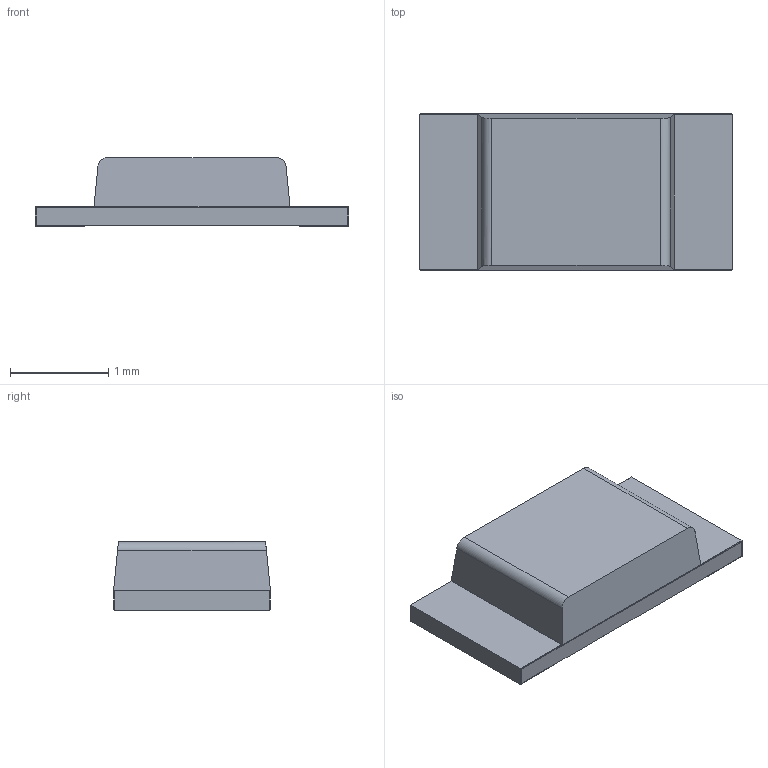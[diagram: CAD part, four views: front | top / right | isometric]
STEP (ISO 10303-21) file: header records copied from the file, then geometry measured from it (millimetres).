
FILE_DESCRIPTION(('FreeCAD Model'),'2;1');
FILE_NAME('Open CASCADE Shape Model','2023-06-29T00:05:10',(''),(''), 'Open CASCADE STEP processor 7.5','FreeCAD','Unknown');
FILE_SCHEMA(('AUTOMOTIVE_DESIGN { 1 0 10303 214 1 1 1 1 }'));
Length unit declared in the file: millimetre
Products named in the file (3): Unnamed; 6FD5BCC0-D48F-4649-99BB-446543E29107; C17FCFB9-077F-497C-A391-9631AEF2B8CE
Assembly tree (2 placements, depth 2):
  Unnamed
    6FD5BCC0-D48F-4649-99BB-446543E29107
    C17FCFB9-077F-497C-A391-9631AEF2B8CE
Bounding box: 3.2 x 1.6 x 0.7 mm (x, y, z)
Volume: 1.5 mm3; surface area: 22.1 mm2
Topology: 1 solids, 2 shells, 100 faces, 263 edges, 165 vertices
Faces by surface type: plane 70, cylinder 19, bspline 11
Entity records: 3850 total; most frequent: CARTESIAN_POINT 751, ORIENTED_EDGE 515, DIRECTION 482, EDGE_CURVE 258, LINE 204, VECTOR 204, VERTEX_POINT 165, AXIS2_PLACEMENT_3D 139
